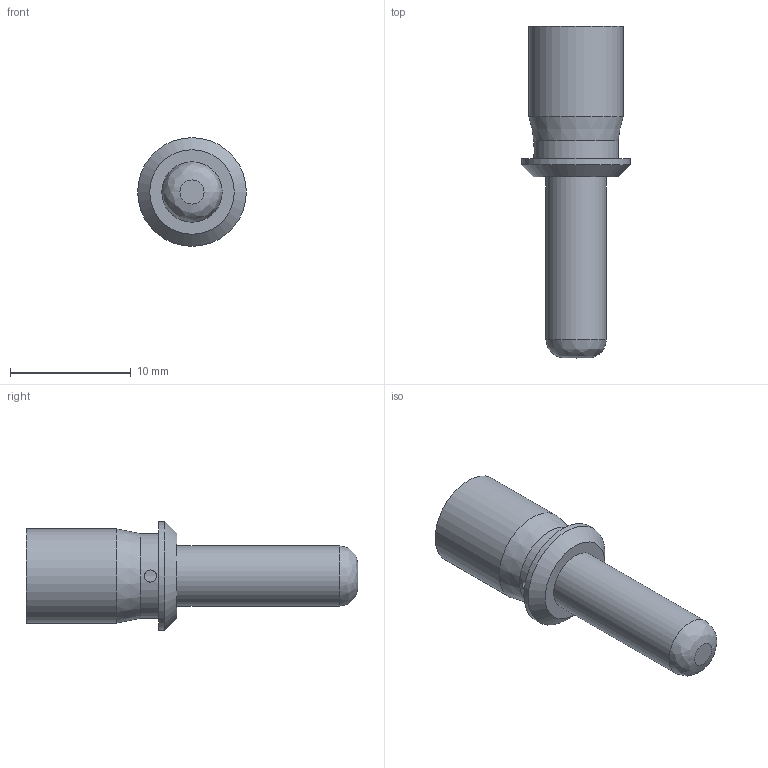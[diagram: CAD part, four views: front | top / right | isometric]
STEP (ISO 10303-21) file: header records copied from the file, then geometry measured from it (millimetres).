
FILE_DESCRIPTION(/* description */ (''),/* implementation_level */ '2;1');
FILE_NAME(/* name */ 'FM10S-070-13-01_1010090000005.stp',/* time_stamp */ '2023-07-31T14:44:07+08:00',/* author */ (''),/* organization */ (''),/* preprocessor_version */ 'ST-DEVELOPER v11',/* originating_system */ 'SIEMENS PLM Software NX 7.5',/* authorisation */ '');
FILE_SCHEMA (('CONFIG_CONTROL_DESIGN'));
Length unit declared in the file: millimetre
Products named in the file (1): 70A(4+2+12)
Bounding box: 9 x 27.5 x 9 mm (x, y, z)
Volume: 589.3 mm3; surface area: 844.2 mm2
Topology: 1 solids, 1 shells, 15 faces, 30 edges, 19 vertices
Faces by surface type: cylinder 6, cone 4, plane 4, bspline 1
Full cylindrical faces by diameter (mm): 1 x1, 5 x1, 5.4 x1, 7 x1, 7.8 x1, 9 x1
Entity records: 535 total; most frequent: CARTESIAN_POINT 194, DIRECTION 56, FACE_BOUND 30, EDGE_LOOP 30, ORIENTED_EDGE 30, AXIS2_PLACEMENT_3D 28, VERTEX_POINT 16, ADVANCED_FACE 15
